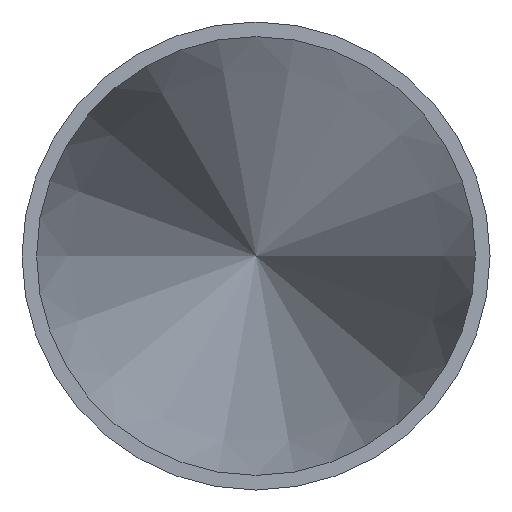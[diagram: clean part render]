
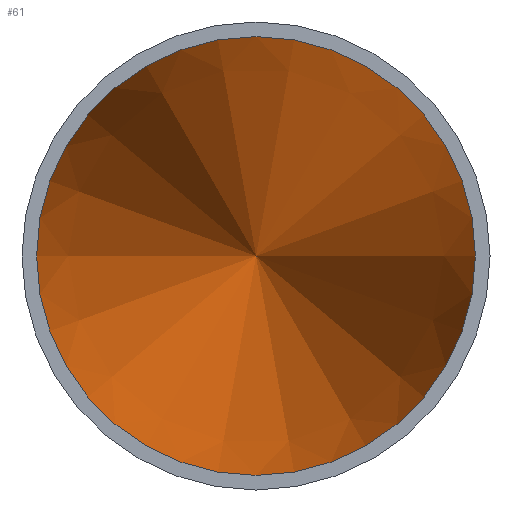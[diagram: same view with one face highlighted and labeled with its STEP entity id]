
A CAD part, front view. The second image highlights one B-rep face of the part: STEP entity #61.
In plain terms, the highlighted conical face has half-angle 11.31 degrees and reference radius 15 mm.
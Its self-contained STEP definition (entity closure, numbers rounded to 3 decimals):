
#25=FACE_OUTER_BOUND('',#30,.T.);
#30=EDGE_LOOP('',(#51));
#38=CIRCLE('',#69,15.);
#43=VERTEX_POINT('',#102);
#47=EDGE_CURVE('',#43,#43,#38,.T.);
#51=ORIENTED_EDGE('',*,*,#47,.T.);
#59=CONICAL_SURFACE('',#68,15.,11.31);
#61=ADVANCED_FACE('',(#25),#59,.F.);
#68=AXIS2_PLACEMENT_3D('',#101,#80,#81);
#69=AXIS2_PLACEMENT_3D('',#103,#82,#83);
#80=DIRECTION('center_axis',(0.,-1.,0.));
#81=DIRECTION('ref_axis',(1.,0.,0.));
#82=DIRECTION('center_axis',(0.,-1.,0.));
#83=DIRECTION('ref_axis',(1.,0.,0.));
#101=CARTESIAN_POINT('Origin',(0.,11.,0.));
#102=CARTESIAN_POINT('',(-15.,11.,0.));
#103=CARTESIAN_POINT('Origin',(0.,11.,0.));
